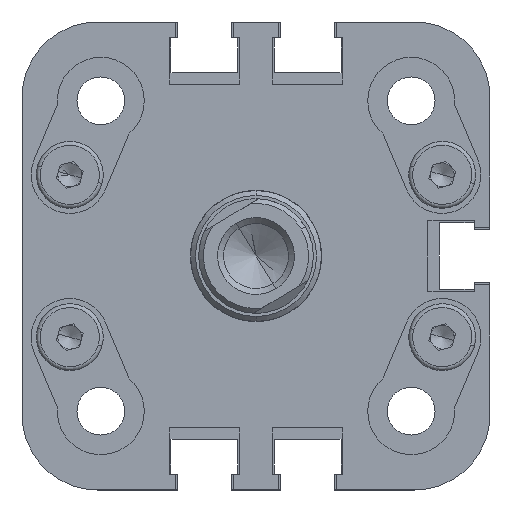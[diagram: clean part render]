
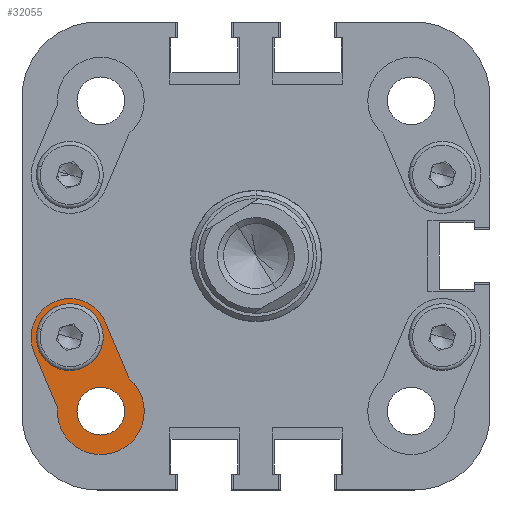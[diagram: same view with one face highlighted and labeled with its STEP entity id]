
A CAD part, left-side view. The second image highlights one B-rep face of the part: STEP entity #32055.
In plain terms, the highlighted face is planar.
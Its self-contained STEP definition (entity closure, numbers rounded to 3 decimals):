
#424 = VERTEX_POINT ( 'NONE', #6762 ) ;
#670 = CARTESIAN_POINT ( 'NONE',  ( -4.5, 19.5, 5.85 ) ) ;
#969 = DIRECTION ( 'NONE',  ( 1., 0., 0. ) ) ;
#1082 = CARTESIAN_POINT ( 'NONE',  ( -4.5, 15.765, 6.934 ) ) ;
#1478 = DIRECTION ( 'NONE',  ( 0., 0., -1. ) ) ;
#2087 = VECTOR ( 'NONE', #29359, 1000. ) ;
#2693 = DIRECTION ( 'NONE',  ( 0., 0., -1. ) ) ;
#2820 = CARTESIAN_POINT ( 'NONE',  ( -4.5, 16.25, 16.25 ) ) ;
#3311 = AXIS2_PLACEMENT_3D ( 'NONE', #2820, #11387, #28861 ) ;
#3745 = CARTESIAN_POINT ( 'NONE',  ( -4.5, 16.25, 18.75 ) ) ;
#3758 = EDGE_CURVE ( 'NONE', #19191, #6334, #36691, .T. ) ;
#3990 = EDGE_LOOP ( 'NONE', ( #27943, #30217, #20753, #5468, #12591 ) ) ;
#3994 = AXIS2_PLACEMENT_3D ( 'NONE', #9412, #7249, #32593 ) ;
#4475 = CARTESIAN_POINT ( 'NONE',  ( -4.5, 13.317, 12.771 ) ) ;
#4783 = ORIENTED_EDGE ( 'NONE', *, *, #20777, .F. ) ;
#4842 = EDGE_CURVE ( 'NONE', #16534, #30782, #9449, .T. ) ;
#5468 = ORIENTED_EDGE ( 'NONE', *, *, #31549, .T. ) ;
#5519 = CARTESIAN_POINT ( 'NONE',  ( -4.5, 19.5, 8.5 ) ) ;
#6334 = VERTEX_POINT ( 'NONE', #4475 ) ;
#6762 = CARTESIAN_POINT ( 'NONE',  ( -4.5, 23.235, 10.066 ) ) ;
#6769 = CARTESIAN_POINT ( 'NONE',  ( -4.5, 22.15, 8.5 ) ) ;
#7249 = DIRECTION ( 'NONE',  ( 1., 0., 0. ) ) ;
#7262 = CARTESIAN_POINT ( 'NONE',  ( -4.5, 16.25, 16.25 ) ) ;
#9270 = PLANE ( 'NONE',  #14685 ) ;
#9412 = CARTESIAN_POINT ( 'NONE',  ( -4.5, 16.25, 16.25 ) ) ;
#9449 = CIRCLE ( 'NONE', #13104, 2.65 ) ;
#9683 = DIRECTION ( 'NONE',  ( 0., 0.387, -0.922 ) ) ;
#9792 = VERTEX_POINT ( 'NONE', #10494 ) ;
#9850 = AXIS2_PLACEMENT_3D ( 'NONE', #7262, #10136, #16592 ) ;
#10136 = DIRECTION ( 'NONE',  ( 1., 0., 0. ) ) ;
#10494 = CARTESIAN_POINT ( 'NONE',  ( -4.5, 19.5, 4.45 ) ) ;
#10618 = CARTESIAN_POINT ( 'NONE',  ( -4.5, 19.5, 8.5 ) ) ;
#11329 = LINE ( 'NONE', #20253, #2087 ) ;
#11331 = CARTESIAN_POINT ( 'NONE',  ( -4.5, 19.5, 11.15 ) ) ;
#11387 = DIRECTION ( 'NONE',  ( 1., 0., 0. ) ) ;
#12591 = ORIENTED_EDGE ( 'NONE', *, *, #19850, .T. ) ;
#13104 = AXIS2_PLACEMENT_3D ( 'NONE', #10618, #22222, #1478 ) ;
#13248 = CARTESIAN_POINT ( 'NONE',  ( -4.5, 16.25, 13.75 ) ) ;
#13766 = EDGE_LOOP ( 'NONE', ( #4783, #35191 ) ) ;
#14045 = CIRCLE ( 'NONE', #17669, 4.05 ) ;
#14627 = EDGE_CURVE ( 'NONE', #20481, #15211, #22624, .T. ) ;
#14685 = AXIS2_PLACEMENT_3D ( 'NONE', #6769, #21450, #21261 ) ;
#15080 = DIRECTION ( 'NONE',  ( 0., 0., -1. ) ) ;
#15211 = VERTEX_POINT ( 'NONE', #13248 ) ;
#15431 = CARTESIAN_POINT ( 'NONE',  ( -4.5, 19.5, 8.5 ) ) ;
#16534 = VERTEX_POINT ( 'NONE', #11331 ) ;
#16592 = DIRECTION ( 'NONE',  ( 0., 0., 1. ) ) ;
#17011 = CARTESIAN_POINT ( 'NONE',  ( -4.5, 19.5, 8.5 ) ) ;
#17669 = AXIS2_PLACEMENT_3D ( 'NONE', #5519, #34981, #2693 ) ;
#18196 = FACE_BOUND ( 'NONE', #29024, .T. ) ;
#18391 = EDGE_CURVE ( 'NONE', #424, #19191, #11329, .T. ) ;
#18447 = EDGE_CURVE ( 'NONE', #30782, #16534, #34859, .T. ) ;
#18998 = LINE ( 'NONE', #36285, #23628 ) ;
#19191 = VERTEX_POINT ( 'NONE', #21803 ) ;
#19850 = EDGE_CURVE ( 'NONE', #9792, #424, #29486, .T. ) ;
#19938 = ORIENTED_EDGE ( 'NONE', *, *, #4842, .F. ) ;
#20253 = CARTESIAN_POINT ( 'NONE',  ( -4.5, 19.985, 17.816 ) ) ;
#20481 = VERTEX_POINT ( 'NONE', #3745 ) ;
#20753 = ORIENTED_EDGE ( 'NONE', *, *, #25648, .T. ) ;
#20777 = EDGE_CURVE ( 'NONE', #15211, #20481, #36786, .T. ) ;
#21261 = DIRECTION ( 'NONE',  ( 0., 0., 1. ) ) ;
#21335 = DIRECTION ( 'NONE',  ( 0., 0., -1. ) ) ;
#21450 = DIRECTION ( 'NONE',  ( -1., 0., 0. ) ) ;
#21803 = CARTESIAN_POINT ( 'NONE',  ( -4.5, 20.787, 15.904 ) ) ;
#22222 = DIRECTION ( 'NONE',  ( 1., 0., 0. ) ) ;
#22624 = CIRCLE ( 'NONE', #9850, 2.5 ) ;
#22983 = VERTEX_POINT ( 'NONE', #1082 ) ;
#23282 = ORIENTED_EDGE ( 'NONE', *, *, #18447, .F. ) ;
#23628 = VECTOR ( 'NONE', #9683, 1000. ) ;
#25648 = EDGE_CURVE ( 'NONE', #6334, #22983, #18998, .T. ) ;
#27141 = FACE_OUTER_BOUND ( 'NONE', #3990, .T. ) ;
#27943 = ORIENTED_EDGE ( 'NONE', *, *, #18391, .T. ) ;
#28195 = AXIS2_PLACEMENT_3D ( 'NONE', #17011, #37347, #15080 ) ;
#28861 = DIRECTION ( 'NONE',  ( 0., 0., -1. ) ) ;
#29024 = EDGE_LOOP ( 'NONE', ( #23282, #19938 ) ) ;
#29359 = DIRECTION ( 'NONE',  ( 0., -0.387, 0.922 ) ) ;
#29486 = CIRCLE ( 'NONE', #30690, 4.05 ) ;
#29800 = FACE_BOUND ( 'NONE', #13766, .T. ) ;
#30217 = ORIENTED_EDGE ( 'NONE', *, *, #3758, .T. ) ;
#30690 = AXIS2_PLACEMENT_3D ( 'NONE', #15431, #969, #21335 ) ;
#30782 = VERTEX_POINT ( 'NONE', #670 ) ;
#31549 = EDGE_CURVE ( 'NONE', #22983, #9792, #14045, .T. ) ;
#32055 = ADVANCED_FACE ( 'NONE', ( #18196, #27141, #29800 ), #9270, .F. ) ;
#32593 = DIRECTION ( 'NONE',  ( 0., 0., 1. ) ) ;
#34859 = CIRCLE ( 'NONE', #28195, 2.65 ) ;
#34981 = DIRECTION ( 'NONE',  ( 1., 0., 0. ) ) ;
#35191 = ORIENTED_EDGE ( 'NONE', *, *, #14627, .F. ) ;
#36285 = CARTESIAN_POINT ( 'NONE',  ( -4.5, 12.515, 14.684 ) ) ;
#36691 = CIRCLE ( 'NONE', #3311, 4.55 ) ;
#36786 = CIRCLE ( 'NONE', #3994, 2.5 ) ;
#37347 = DIRECTION ( 'NONE',  ( 1., 0., 0. ) ) ;
